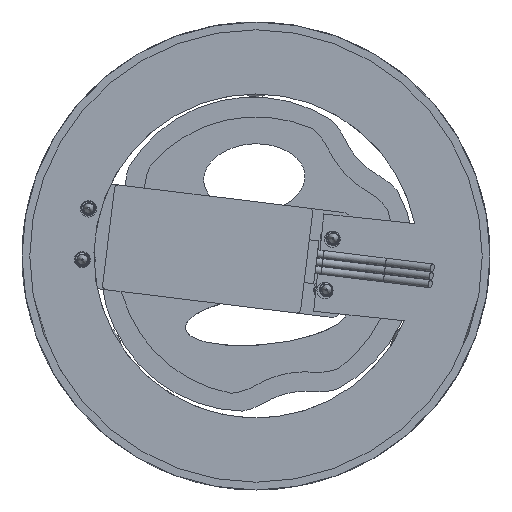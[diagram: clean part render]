
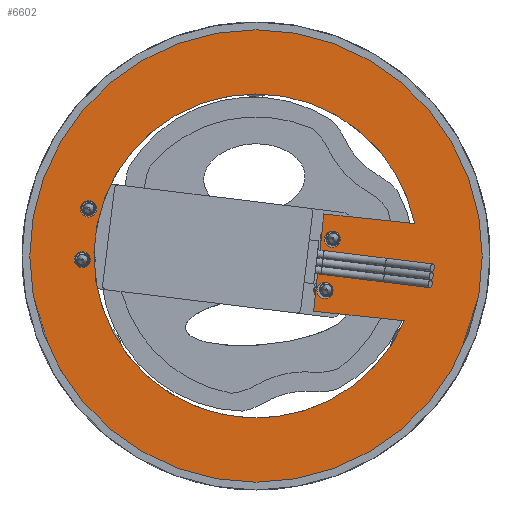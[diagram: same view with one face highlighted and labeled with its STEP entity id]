
A CAD part, front view. The second image highlights one B-rep face of the part: STEP entity #6602.
In plain terms, the highlighted planar face has unit normal (0, -1, 0).
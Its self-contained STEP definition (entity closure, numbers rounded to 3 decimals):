
#366=FACE_BOUND('',#2283,.T.);
#367=FACE_BOUND('',#2284,.T.);
#368=FACE_BOUND('',#2285,.T.);
#369=FACE_BOUND('',#2286,.T.);
#370=FACE_BOUND('',#2287,.T.);
#486=PLANE('',#7274);
#854=LINE('',#11235,#1330);
#856=LINE('',#11239,#1332);
#857=LINE('',#11241,#1333);
#1330=VECTOR('',#8551,10.);
#1332=VECTOR('',#8555,10.);
#1333=VECTOR('',#8558,10.);
#1877=FACE_OUTER_BOUND('',#2282,.T.);
#2282=EDGE_LOOP('',(#5507));
#2283=EDGE_LOOP('',(#5508));
#2284=EDGE_LOOP('',(#5509));
#2285=EDGE_LOOP('',(#5510));
#2286=EDGE_LOOP('',(#5511));
#2287=EDGE_LOOP('',(#5512,#5513,#5514,#5515,#5516));
#2595=CIRCLE('',#7193,1.25);
#2597=CIRCLE('',#7196,1.25);
#2599=CIRCLE('',#7199,1.25);
#2601=CIRCLE('',#7202,1.25);
#2609=CIRCLE('',#7217,34.9);
#2614=CIRCLE('',#7230,25.);
#2618=CIRCLE('',#7234,25.);
#3047=VERTEX_POINT('',#10856);
#3049=VERTEX_POINT('',#10862);
#3051=VERTEX_POINT('',#10868);
#3053=VERTEX_POINT('',#10874);
#3061=VERTEX_POINT('',#10901);
#3079=VERTEX_POINT('',#10962);
#3080=VERTEX_POINT('',#10964);
#3100=VERTEX_POINT('',#11145);
#3108=VERTEX_POINT('',#11233);
#3109=VERTEX_POINT('',#11237);
#3840=EDGE_CURVE('',#3047,#3047,#2595,.T.);
#3843=EDGE_CURVE('',#3049,#3049,#2597,.T.);
#3846=EDGE_CURVE('',#3051,#3051,#2599,.T.);
#3849=EDGE_CURVE('',#3053,#3053,#2601,.T.);
#3861=EDGE_CURVE('',#3061,#3061,#2609,.T.);
#3883=EDGE_CURVE('',#3079,#3080,#2614,.T.);
#3909=EDGE_CURVE('',#3080,#3100,#2618,.T.);
#3920=EDGE_CURVE('',#3108,#3079,#854,.F.);
#3922=EDGE_CURVE('',#3109,#3108,#856,.F.);
#3923=EDGE_CURVE('',#3100,#3109,#857,.F.);
#5507=ORIENTED_EDGE('',*,*,#3861,.T.);
#5508=ORIENTED_EDGE('',*,*,#3840,.T.);
#5509=ORIENTED_EDGE('',*,*,#3843,.T.);
#5510=ORIENTED_EDGE('',*,*,#3846,.T.);
#5511=ORIENTED_EDGE('',*,*,#3849,.T.);
#5512=ORIENTED_EDGE('',*,*,#3883,.F.);
#5513=ORIENTED_EDGE('',*,*,#3920,.F.);
#5514=ORIENTED_EDGE('',*,*,#3922,.F.);
#5515=ORIENTED_EDGE('',*,*,#3923,.F.);
#5516=ORIENTED_EDGE('',*,*,#3909,.F.);
#6602=ADVANCED_FACE('',(#1877,#366,#367,#368,#369,#370),#486,.T.);
#7193=AXIS2_PLACEMENT_3D('',#10858,#8428,#8429);
#7196=AXIS2_PLACEMENT_3D('',#10864,#8435,#8436);
#7199=AXIS2_PLACEMENT_3D('',#10870,#8442,#8443);
#7202=AXIS2_PLACEMENT_3D('',#10876,#8449,#8450);
#7217=AXIS2_PLACEMENT_3D('',#10903,#8483,#8484);
#7230=AXIS2_PLACEMENT_3D('',#10965,#8523,#8524);
#7234=AXIS2_PLACEMENT_3D('',#11146,#8538,#8539);
#7274=AXIS2_PLACEMENT_3D('',#11557,#8654,#8655);
#8428=DIRECTION('center_axis',(0.,1.,0.));
#8429=DIRECTION('ref_axis',(0.,0.,1.));
#8435=DIRECTION('center_axis',(0.,1.,0.));
#8436=DIRECTION('ref_axis',(0.,0.,1.));
#8442=DIRECTION('center_axis',(0.,1.,0.));
#8443=DIRECTION('ref_axis',(0.,0.,1.));
#8449=DIRECTION('center_axis',(0.,1.,0.));
#8450=DIRECTION('ref_axis',(0.,0.,1.));
#8483=DIRECTION('center_axis',(0.,-1.,0.));
#8484=DIRECTION('ref_axis',(1.,0.,0.));
#8523=DIRECTION('center_axis',(0.,-1.,0.));
#8524=DIRECTION('ref_axis',(0.,0.,-1.));
#8538=DIRECTION('center_axis',(0.,-1.,0.));
#8539=DIRECTION('ref_axis',(0.,0.,-1.));
#8551=DIRECTION('',(-0.995,0.,0.105));
#8555=DIRECTION('',(-0.105,0.,-0.995));
#8558=DIRECTION('',(0.995,0.,-0.105));
#8654=DIRECTION('center_axis',(0.,-1.,0.));
#8655=DIRECTION('ref_axis',(1.,0.,0.));
#10856=CARTESIAN_POINT('',(11.766,-17.9,1.341));
#10858=CARTESIAN_POINT('Origin',(11.766,-17.9,2.591));
#10862=CARTESIAN_POINT('',(10.647,-17.9,-6.561));
#10864=CARTESIAN_POINT('Origin',(10.647,-17.9,-5.311));
#10868=CARTESIAN_POINT('',(-25.826,-17.9,6.011));
#10870=CARTESIAN_POINT('Origin',(-25.826,-17.9,7.261));
#10874=CARTESIAN_POINT('',(-26.81,-17.9,-1.826));
#10876=CARTESIAN_POINT('Origin',(-26.81,-17.9,-0.576));
#10901=CARTESIAN_POINT('',(-34.9,-17.9,0.));
#10903=CARTESIAN_POINT('Origin',(0.,-17.9,0.));
#10962=CARTESIAN_POINT('',(24.493,-17.9,5.007));
#10964=CARTESIAN_POINT('',(0.,-17.9,25.));
#10965=CARTESIAN_POINT('Origin',(0.,-17.9,0.));
#11145=CARTESIAN_POINT('',(22.917,-17.9,-9.99));
#11146=CARTESIAN_POINT('Origin',(0.,-17.9,0.));
#11233=CARTESIAN_POINT('',(10.465,-17.9,6.482));
#11235=CARTESIAN_POINT('',(9.605,-17.9,6.572));
#11237=CARTESIAN_POINT('',(8.889,-17.9,-8.516));
#11239=CARTESIAN_POINT('',(9.677,-17.9,-1.017));
#11241=CARTESIAN_POINT('',(8.028,-17.9,-8.425));
#11557=CARTESIAN_POINT('Origin',(0.,-17.9,0.));
